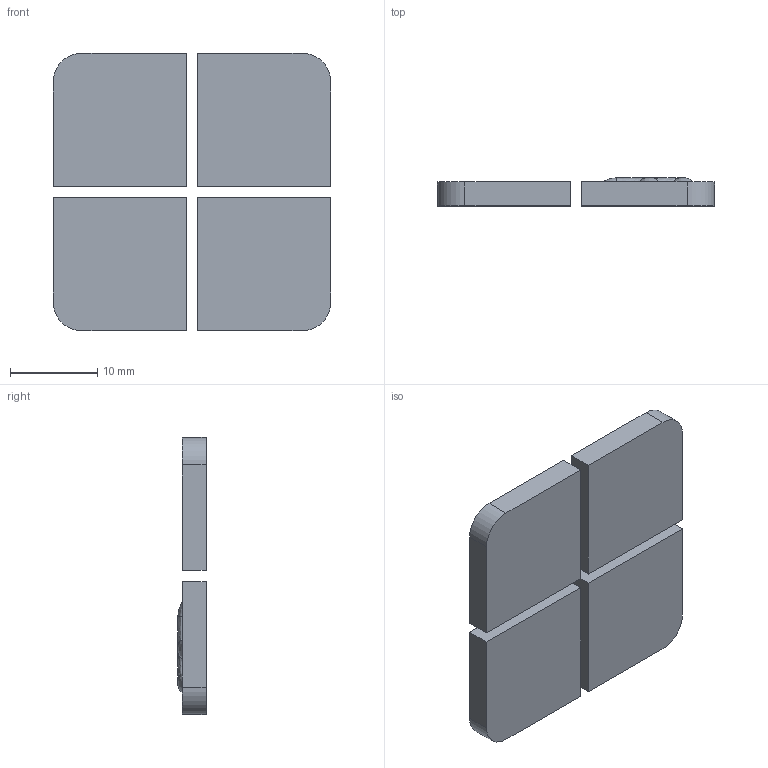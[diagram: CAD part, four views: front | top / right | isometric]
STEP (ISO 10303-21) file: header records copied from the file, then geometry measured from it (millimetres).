
FILE_DESCRIPTION(/* description */ (''),/* implementation_level */ '2;1');
FILE_NAME(/* name */ 'Case Buttons.stp',/* time_stamp */ '2016-01-15T12:52:38-08:00',/* author */ ('Sam Clay'),/* organization */ ('Turn Touch'),/* preprocessor_version */ 'ST-DEVELOPER v16.1',/* originating_system */ 'Autodesk Inventor 2016',/* authorisation */ '');
FILE_SCHEMA (('AUTOMOTIVE_DESIGN { 1 0 10303 214 3 1 1 }'));
Length unit declared in the file: inch
Products named in the file (1): Case Buttons
Bounding box: 31.7 x 3.25 x 31.7 mm (x, y, z)
Volume: 2558.3 mm3; surface area: 2620.6 mm2
Topology: 6 solids, 6 shells, 44 faces, 125 edges, 114 vertices
Faces by surface type: plane 28, bspline 12, cylinder 4
Entity records: 1856 total; most frequent: CARTESIAN_POINT 802, DIRECTION 204, ORIENTED_EDGE 176, EDGE_CURVE 88, LINE 76, VECTOR 76, AXIS2_PLACEMENT_3D 64, VERTEX_POINT 56
